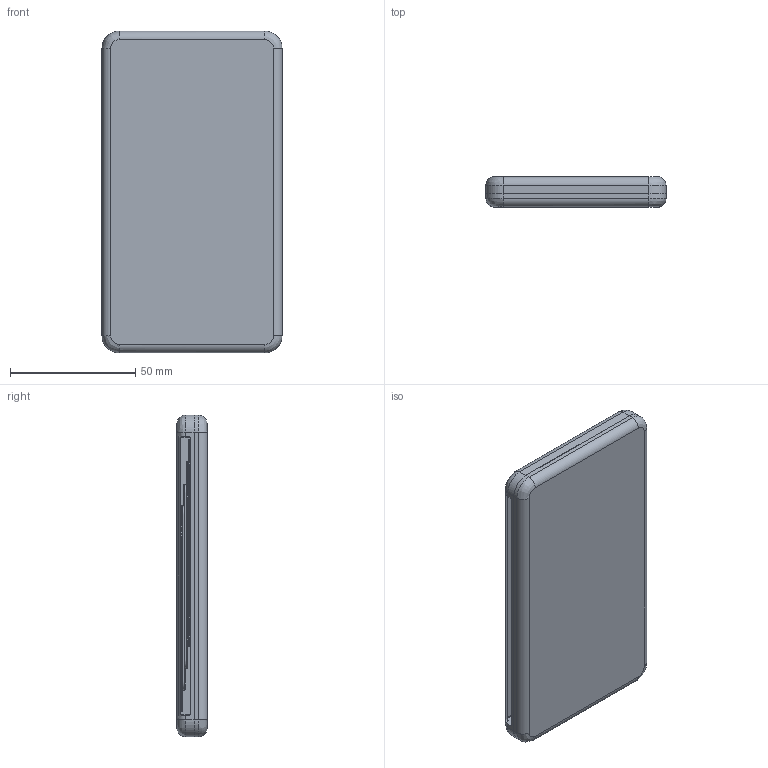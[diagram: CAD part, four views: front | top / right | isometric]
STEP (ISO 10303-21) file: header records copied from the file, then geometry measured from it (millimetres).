
FILE_DESCRIPTION(('FreeCAD Model'),'2;1');
FILE_NAME('Open CASCADE Shape Model','2025-04-25T16:08:55',('FreeCAD'),( 'FreeCAD'),'Open CASCADE STEP processor 7.6','FreeCAD','Unknown');
FILE_SCHEMA(('AUTOMOTIVE_DESIGN { 1 0 10303 214 1 1 1 1 }'));
Length unit declared in the file: millimetre
Products named in the file (1): Open CASCADE STEP translator 7.6 1
Bounding box: 71.95 x 11.99 x 128.45 mm (x, y, z)
Volume: 54677.7 mm3; surface area: 107157.7 mm2
Topology: 9 solids, 9 shells, 531 faces, 1217 edges, 680 vertices
Faces by surface type: bspline 531
Entity records: 13789 total; most frequent: CARTESIAN_POINT 7116, ORIENTED_EDGE 2368, EDGE_CURVE 1184, VERTEX_POINT 680, B_SPLINE_CURVE_WITH_KNOTS 638, FACE_BOUND 540, EDGE_LOOP 540, ADVANCED_FACE 531
